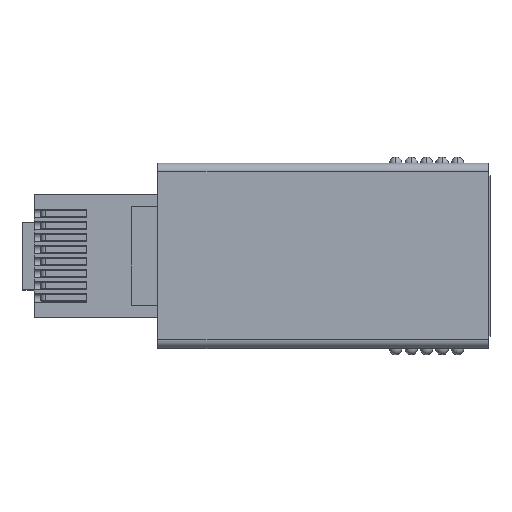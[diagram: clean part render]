
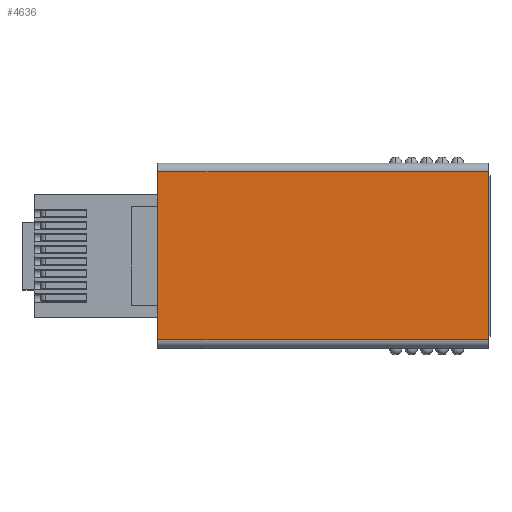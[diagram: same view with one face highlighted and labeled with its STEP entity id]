
A CAD part, top view. The second image highlights one B-rep face of the part: STEP entity #4636.
In plain terms, the highlighted planar face has unit normal (0, 0, 1).
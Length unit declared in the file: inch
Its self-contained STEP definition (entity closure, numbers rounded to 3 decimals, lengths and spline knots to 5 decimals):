
#415 = ORIENTED_EDGE ( 'NONE', *, *, #12366, .T. ) ;
#1343 = EDGE_LOOP ( 'NONE', ( #15902, #11135, #3971, #415 ) ) ;
#1352 = DIRECTION ( 'NONE',  ( -1., 0., 0. ) ) ;
#3746 = EDGE_CURVE ( 'NONE', #16673, #12207, #3817, .T. ) ;
#3817 = LINE ( 'NONE', #14444, #12083 ) ;
#3971 = ORIENTED_EDGE ( 'NONE', *, *, #11867, .F. ) ;
#3989 = LINE ( 'NONE', #11688, #7704 ) ;
#4060 = CARTESIAN_POINT ( 'NONE',  ( 0.535, 0.272, 0.2825 ) ) ;
#4140 = CARTESIAN_POINT ( 'NONE',  ( 0.535, -0.3, 0.2825 ) ) ;
#4459 = CARTESIAN_POINT ( 'NONE',  ( -0.535, 0.272, 0.2825 ) ) ;
#4636 = ADVANCED_FACE ( 'NONE', ( #4955 ), #12678, .F. ) ;
#4955 = FACE_OUTER_BOUND ( 'NONE', #1343, .T. ) ;
#5221 = VERTEX_POINT ( 'NONE', #4060 ) ;
#6432 = VERTEX_POINT ( 'NONE', #4459 ) ;
#6523 = LINE ( 'NONE', #4140, #12960 ) ;
#7704 = VECTOR ( 'NONE', #1352, 39.37008 ) ;
#9016 = DIRECTION ( 'NONE',  ( -1., 0., 0. ) ) ;
#9079 = AXIS2_PLACEMENT_3D ( 'NONE', #10218, #15507, #9016 ) ;
#10218 = CARTESIAN_POINT ( 'NONE',  ( 0.535, -0.3, 0.2825 ) ) ;
#10465 = DIRECTION ( 'NONE',  ( 1., 0., 0. ) ) ;
#11135 = ORIENTED_EDGE ( 'NONE', *, *, #3746, .T. ) ;
#11269 = CARTESIAN_POINT ( 'NONE',  ( -0.535, -0.272, 0.2825 ) ) ;
#11688 = CARTESIAN_POINT ( 'NONE',  ( 0.535, 0.272, 0.2825 ) ) ;
#11766 = CARTESIAN_POINT ( 'NONE',  ( -0.535, -0.3, 0.2825 ) ) ;
#11867 = EDGE_CURVE ( 'NONE', #5221, #12207, #6523, .T. ) ;
#11902 = CARTESIAN_POINT ( 'NONE',  ( 0.535, -0.272, 0.2825 ) ) ;
#12083 = VECTOR ( 'NONE', #10465, 39.37008 ) ;
#12207 = VERTEX_POINT ( 'NONE', #11902 ) ;
#12366 = EDGE_CURVE ( 'NONE', #5221, #6432, #3989, .T. ) ;
#12456 = EDGE_CURVE ( 'NONE', #6432, #16673, #14357, .T. ) ;
#12678 = PLANE ( 'NONE',  #9079 ) ;
#12960 = VECTOR ( 'NONE', #15888, 39.37008 ) ;
#13542 = VECTOR ( 'NONE', #17013, 39.37008 ) ;
#14357 = LINE ( 'NONE', #11766, #13542 ) ;
#14444 = CARTESIAN_POINT ( 'NONE',  ( 0.535, -0.272, 0.2825 ) ) ;
#15507 = DIRECTION ( 'NONE',  ( 0., 0., -1. ) ) ;
#15888 = DIRECTION ( 'NONE',  ( 0., -1., 0. ) ) ;
#15902 = ORIENTED_EDGE ( 'NONE', *, *, #12456, .T. ) ;
#16673 = VERTEX_POINT ( 'NONE', #11269 ) ;
#17013 = DIRECTION ( 'NONE',  ( 0., -1., 0. ) ) ;
